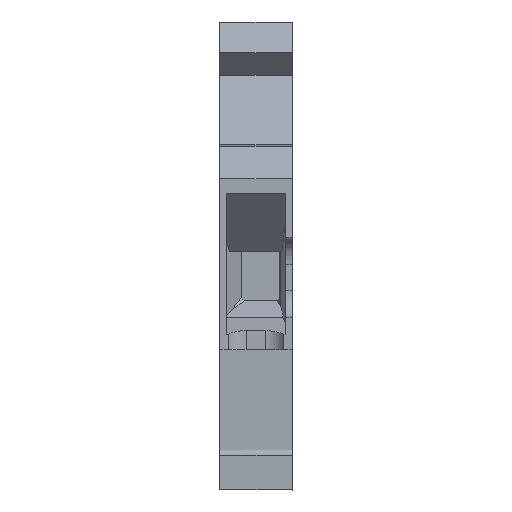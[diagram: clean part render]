
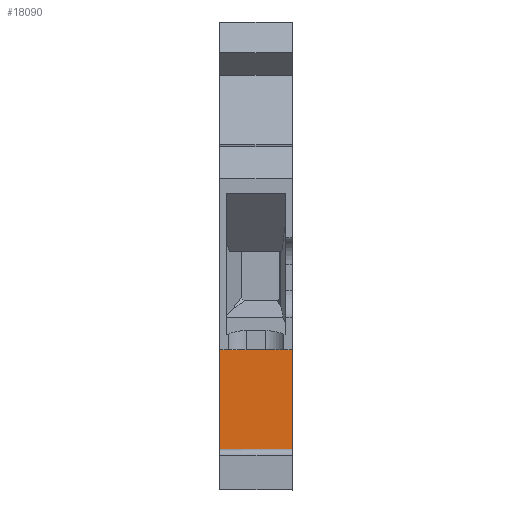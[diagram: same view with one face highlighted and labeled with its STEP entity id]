
A CAD part, front view. The second image highlights one B-rep face of the part: STEP entity #18090.
In plain terms, the highlighted face is planar.
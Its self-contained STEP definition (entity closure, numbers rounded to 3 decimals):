
#2200=CARTESIAN_POINT('',(5.378,127.656,
60.1));
#2210=VERTEX_POINT('',#2200);
#2240=CARTESIAN_POINT('',(30.769,134.46,
60.1));
#2250=DIRECTION('',(-0.966,-0.259,
0.));
#2260=VECTOR('',#2250,1.);
#2270=LINE('',#2240,#2260);
#2280=CARTESIAN_POINT('',(14.119,129.999,
60.1));
#2290=VERTEX_POINT('',#2280);
#2300=EDGE_CURVE('',#2290,#2210,#2270,.T.);
#6960=CARTESIAN_POINT('',(14.119,129.999,
54.95));
#6970=VERTEX_POINT('',#6960);
#7000=CARTESIAN_POINT('',(0.,126.215,
54.95));
#7010=DIRECTION('',(0.966,0.259,
0.));
#7020=VECTOR('',#7010,1.);
#7030=LINE('',#7000,#7020);
#7040=CARTESIAN_POINT('',(5.378,127.656,
54.95));
#7050=VERTEX_POINT('',#7040);
#7060=EDGE_CURVE('',#7050,#6970,#7030,.T.);
#15330=CARTESIAN_POINT('',(14.119,129.999,
0.));
#15340=DIRECTION('',(0.,0.,-1.));
#15350=VECTOR('',#15340,1.);
#15360=LINE('',#15330,#15350);
#15370=EDGE_CURVE('',#2290,#6970,#15360,.T.);
#17930=CARTESIAN_POINT('',(5.378,127.656,
60.1));
#17940=DIRECTION('',(0.259,-0.966,
0.));
#17950=DIRECTION('',(-0.966,-0.259,
0.));
#17960=AXIS2_PLACEMENT_3D('',#17930,#17940,#17950);
#17970=PLANE('',#17960);
#17980=ORIENTED_EDGE('',*,*,#2300,.F.);
#17990=CARTESIAN_POINT('',(5.378,127.656,1.2));
#18000=DIRECTION('',(0.,0.,1.));
#18010=VECTOR('',#18000,1.);
#18020=LINE('',#17990,#18010);
#18030=EDGE_CURVE('',#7050,#2210,#18020,.T.);
#18040=ORIENTED_EDGE('',*,*,#18030,.T.);
#18050=ORIENTED_EDGE('',*,*,#7060,.F.);
#18060=ORIENTED_EDGE('',*,*,#15370,.T.);
#18070=EDGE_LOOP('',(#18060,#18050,#18040,#17980));
#18080=FACE_OUTER_BOUND('',#18070,.T.);
#18090=ADVANCED_FACE('',(#18080),#17970,.F.);
